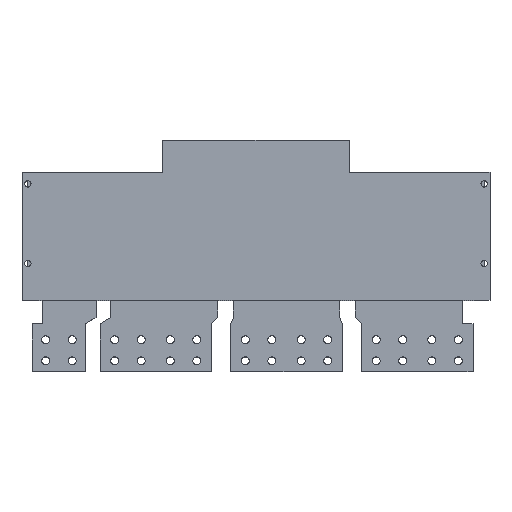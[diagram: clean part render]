
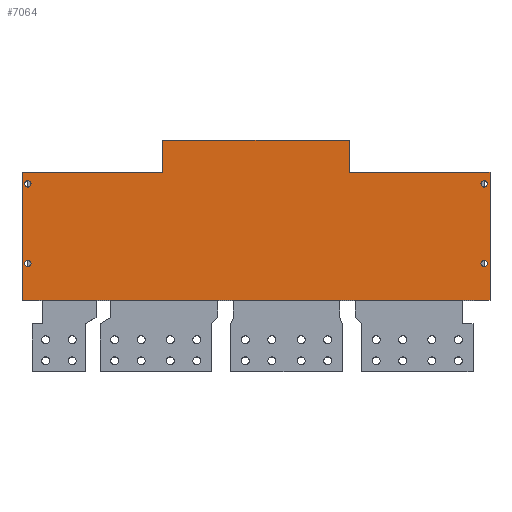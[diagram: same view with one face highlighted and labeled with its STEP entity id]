
A CAD part, top view. The second image highlights one B-rep face of the part: STEP entity #7064.
In plain terms, the highlighted planar face has unit normal (0, 0, 1).
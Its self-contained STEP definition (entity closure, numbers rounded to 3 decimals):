
#93=DIRECTION('',(1.,0.,0.));
#94=VECTOR('',#93,882.);
#95=CARTESIAN_POINT('',(-441.,0.,199.5));
#96=LINE('',#95,#94);
#2501=CARTESIAN_POINT('',(-430.,69.5,199.5));
#2502=DIRECTION('',(0.,0.,-1.));
#2503=DIRECTION('',(1.,0.,0.));
#2504=AXIS2_PLACEMENT_3D('',#2501,#2502,#2503);
#2506=CARTESIAN_POINT('',(-430.,69.5,199.5));
#2507=DIRECTION('',(0.,0.,-1.));
#2508=DIRECTION('',(-1.,0.,0.));
#2509=AXIS2_PLACEMENT_3D('',#2506,#2507,#2508);
#2511=CARTESIAN_POINT('',(-430.,219.5,199.5));
#2512=DIRECTION('',(0.,0.,-1.));
#2513=DIRECTION('',(1.,0.,0.));
#2514=AXIS2_PLACEMENT_3D('',#2511,#2512,#2513);
#2516=CARTESIAN_POINT('',(-430.,219.5,199.5));
#2517=DIRECTION('',(0.,0.,-1.));
#2518=DIRECTION('',(-1.,0.,0.));
#2519=AXIS2_PLACEMENT_3D('',#2516,#2517,#2518);
#2521=CARTESIAN_POINT('',(430.,69.5,199.5));
#2522=DIRECTION('',(0.,0.,-1.));
#2523=DIRECTION('',(1.,0.,0.));
#2524=AXIS2_PLACEMENT_3D('',#2521,#2522,#2523);
#2526=CARTESIAN_POINT('',(430.,69.5,199.5));
#2527=DIRECTION('',(0.,0.,-1.));
#2528=DIRECTION('',(-1.,0.,0.));
#2529=AXIS2_PLACEMENT_3D('',#2526,#2527,#2528);
#2531=CARTESIAN_POINT('',(430.,219.5,199.5));
#2532=DIRECTION('',(0.,0.,-1.));
#2533=DIRECTION('',(1.,0.,0.));
#2534=AXIS2_PLACEMENT_3D('',#2531,#2532,#2533);
#2536=CARTESIAN_POINT('',(430.,219.5,199.5));
#2537=DIRECTION('',(0.,0.,-1.));
#2538=DIRECTION('',(-1.,0.,0.));
#2539=AXIS2_PLACEMENT_3D('',#2536,#2537,#2538);
#2541=DIRECTION('',(1.,0.,0.));
#2542=VECTOR('',#2541,265.);
#2543=CARTESIAN_POINT('',(-441.,241.5,199.5));
#2544=LINE('',#2543,#2542);
#2545=DIRECTION('',(0.,-1.,0.));
#2546=VECTOR('',#2545,60.);
#2547=CARTESIAN_POINT('',(-176.,301.5,199.5));
#2548=LINE('',#2547,#2546);
#2549=DIRECTION('',(0.,-1.,0.));
#2550=VECTOR('',#2549,60.);
#2551=CARTESIAN_POINT('',(176.,301.5,199.5));
#2552=LINE('',#2551,#2550);
#2553=DIRECTION('',(1.,0.,0.));
#2554=VECTOR('',#2553,265.);
#2555=CARTESIAN_POINT('',(176.,241.5,199.5));
#2556=LINE('',#2555,#2554);
#2557=DIRECTION('',(0.,1.,0.));
#2558=VECTOR('',#2557,241.5);
#2559=CARTESIAN_POINT('',(-441.,0.,199.5));
#2560=LINE('',#2559,#2558);
#2669=DIRECTION('',(1.,0.,0.));
#2670=VECTOR('',#2669,352.);
#2671=CARTESIAN_POINT('',(-176.,301.5,199.5));
#2672=LINE('',#2671,#2670);
#2685=DIRECTION('',(0.,1.,0.));
#2686=VECTOR('',#2685,241.5);
#2687=CARTESIAN_POINT('',(441.,0.,199.5));
#2688=LINE('',#2687,#2686);
#2703=CARTESIAN_POINT('',(-441.,0.,199.5));
#2704=VERTEX_POINT('',#2703);
#2705=CARTESIAN_POINT('',(441.,0.,199.5));
#2706=VERTEX_POINT('',#2705);
#2729=CARTESIAN_POINT('',(-424.,69.5,199.5));
#2730=CARTESIAN_POINT('',(-436.,69.5,199.5));
#2731=VERTEX_POINT('',#2729);
#2732=VERTEX_POINT('',#2730);
#2733=CARTESIAN_POINT('',(-424.,219.5,199.5));
#2734=CARTESIAN_POINT('',(-436.,219.5,199.5));
#2735=VERTEX_POINT('',#2733);
#2736=VERTEX_POINT('',#2734);
#2737=CARTESIAN_POINT('',(436.,69.5,199.5));
#2738=CARTESIAN_POINT('',(424.,69.5,199.5));
#2739=VERTEX_POINT('',#2737);
#2740=VERTEX_POINT('',#2738);
#2741=CARTESIAN_POINT('',(436.,219.5,199.5));
#2742=CARTESIAN_POINT('',(424.,219.5,199.5));
#2743=VERTEX_POINT('',#2741);
#2744=VERTEX_POINT('',#2742);
#3461=CARTESIAN_POINT('',(-176.,301.5,199.5));
#3463=VERTEX_POINT('',#3461);
#3467=CARTESIAN_POINT('',(176.,301.5,199.5));
#3468=VERTEX_POINT('',#3467);
#3483=CARTESIAN_POINT('',(-441.,241.5,199.5));
#3484=CARTESIAN_POINT('',(-176.,241.5,199.5));
#3485=VERTEX_POINT('',#3483);
#3486=VERTEX_POINT('',#3484);
#3487=CARTESIAN_POINT('',(176.,241.5,199.5));
#3488=VERTEX_POINT('',#3487);
#3503=CARTESIAN_POINT('',(441.,241.5,199.5));
#3504=VERTEX_POINT('',#3503);
#7021=CARTESIAN_POINT('',(-441.,0.,199.5));
#7022=DIRECTION('',(0.,0.,1.));
#7023=DIRECTION('',(1.,0.,0.));
#7024=AXIS2_PLACEMENT_3D('',#7021,#7022,#7023);
#7025=PLANE('',#7024);
#7026=ORIENTED_EDGE('',*,*,#6886,.T.);
#7028=ORIENTED_EDGE('',*,*,#7027,.F.);
#7030=ORIENTED_EDGE('',*,*,#7029,.T.);
#7032=ORIENTED_EDGE('',*,*,#7031,.T.);
#7033=ORIENTED_EDGE('',*,*,#6878,.T.);
#7035=ORIENTED_EDGE('',*,*,#7034,.F.);
#7036=ORIENTED_EDGE('',*,*,#3524,.F.);
#7038=ORIENTED_EDGE('',*,*,#7037,.T.);
#7039=EDGE_LOOP('',(#7026,#7028,#7030,#7032,#7033,#7035,#7036,#7038));
#7040=FACE_OUTER_BOUND('',#7039,.F.);
#7042=ORIENTED_EDGE('',*,*,#7041,.F.);
#7044=ORIENTED_EDGE('',*,*,#7043,.F.);
#7045=EDGE_LOOP('',(#7042,#7044));
#7046=FACE_BOUND('',#7045,.F.);
#7047=ORIENTED_EDGE('',*,*,#7011,.F.);
#7049=ORIENTED_EDGE('',*,*,#7048,.F.);
#7050=EDGE_LOOP('',(#7047,#7049));
#7051=FACE_BOUND('',#7050,.F.);
#7053=ORIENTED_EDGE('',*,*,#7052,.F.);
#7055=ORIENTED_EDGE('',*,*,#7054,.F.);
#7056=EDGE_LOOP('',(#7053,#7055));
#7057=FACE_BOUND('',#7056,.F.);
#7059=ORIENTED_EDGE('',*,*,#7058,.F.);
#7061=ORIENTED_EDGE('',*,*,#7060,.F.);
#7062=EDGE_LOOP('',(#7059,#7061));
#7063=FACE_BOUND('',#7062,.F.);
#7064=ADVANCED_FACE('',(#7040,#7046,#7051,#7057,#7063),#7025,.T.);
#2505=CIRCLE('',#2504,6.);
#2510=CIRCLE('',#2509,6.);
#2515=CIRCLE('',#2514,6.);
#2520=CIRCLE('',#2519,6.);
#2525=CIRCLE('',#2524,6.);
#2530=CIRCLE('',#2529,6.);
#2535=CIRCLE('',#2534,6.);
#2540=CIRCLE('',#2539,6.);
#3524=EDGE_CURVE('',#2704,#2706,#96,.T.);
#6878=EDGE_CURVE('',#3488,#3504,#2556,.T.);
#6886=EDGE_CURVE('',#3485,#3486,#2544,.T.);
#7011=EDGE_CURVE('',#2739,#2740,#2525,.T.);
#7027=EDGE_CURVE('',#3463,#3486,#2548,.T.);
#7029=EDGE_CURVE('',#3463,#3468,#2672,.T.);
#7031=EDGE_CURVE('',#3468,#3488,#2552,.T.);
#7034=EDGE_CURVE('',#2706,#3504,#2688,.T.);
#7037=EDGE_CURVE('',#2704,#3485,#2560,.T.);
#7041=EDGE_CURVE('',#2735,#2736,#2515,.T.);
#7043=EDGE_CURVE('',#2736,#2735,#2520,.T.);
#7048=EDGE_CURVE('',#2740,#2739,#2530,.T.);
#7052=EDGE_CURVE('',#2743,#2744,#2535,.T.);
#7054=EDGE_CURVE('',#2744,#2743,#2540,.T.);
#7058=EDGE_CURVE('',#2731,#2732,#2505,.T.);
#7060=EDGE_CURVE('',#2732,#2731,#2510,.T.);
